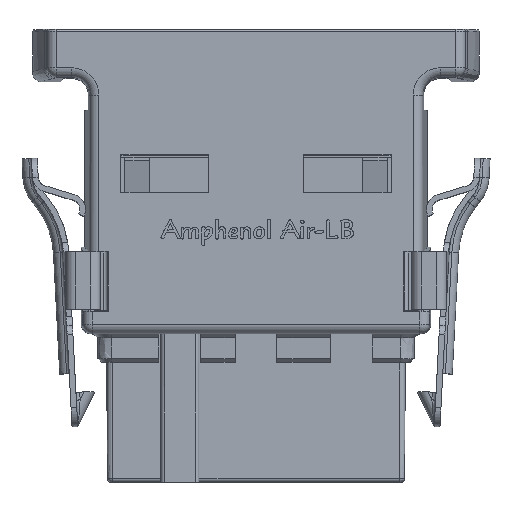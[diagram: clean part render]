
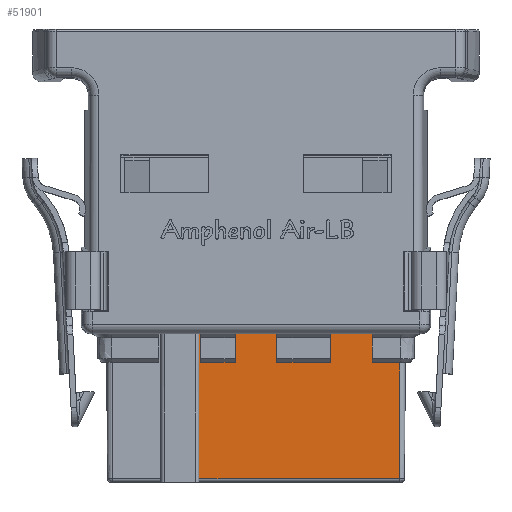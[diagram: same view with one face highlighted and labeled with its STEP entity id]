
A CAD part, top view. The second image highlights one B-rep face of the part: STEP entity #51901.
In plain terms, the highlighted planar face has unit normal (0, -0.009, 1).
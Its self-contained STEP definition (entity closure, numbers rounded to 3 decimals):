
#10450=DIRECTION('',(0.,1.,0.009));
#10451=VECTOR('',#10450,0.021);
#10452=CARTESIAN_POINT('',(6.1,1.269,3.5));
#10453=LINE('',#10452,#10451);
#10462=DIRECTION('',(1.,0.,0.));
#10463=VECTOR('',#10462,2.8);
#10464=CARTESIAN_POINT('',(1.1,1.29,3.5));
#10465=LINE('',#10464,#10463);
#10474=DIRECTION('',(1.,0.,0.));
#10475=VECTOR('',#10474,2.2);
#10476=CARTESIAN_POINT('',(-1.1,1.29,3.5));
#10477=LINE('',#10476,#10475);
#10478=DIRECTION('',(1.,0.,0.));
#10479=VECTOR('',#10478,2.2);
#10480=CARTESIAN_POINT('',(3.9,1.29,3.5));
#10481=LINE('',#10480,#10479);
#10482=DIRECTION('',(0.,-1.,
-0.009));
#10483=VECTOR('',#10482,8.881);
#10484=CARTESIAN_POINT('',(7.55,1.269,3.5));
#10485=LINE('',#10484,#10483);
#10486=DIRECTION('',(-1.,0.,0.));
#10487=VECTOR('',#10486,10.55);
#10488=CARTESIAN_POINT('',(7.55,-7.612,
3.423));
#10489=LINE('',#10488,#10487);
#10490=DIRECTION('',(0.,1.,0.009));
#10491=VECTOR('',#10490,8.902);
#10492=CARTESIAN_POINT('',(-3.,-7.612,3.423));
#10493=LINE('',#10492,#10491);
#10494=DIRECTION('',(1.,0.,-0.001));
#10495=VECTOR('',#10494,0.1);
#10496=CARTESIAN_POINT('',(-3.,1.29,3.5));
#10497=LINE('',#10496,#10495);
#10498=DIRECTION('',(1.,0.,0.));
#10499=VECTOR('',#10498,1.8);
#10500=CARTESIAN_POINT('',(-2.9,1.29,3.5));
#10501=LINE('',#10500,#10499);
#28419=DIRECTION('',(1.,0.,0.));
#28420=VECTOR('',#28419,1.45);
#28421=CARTESIAN_POINT('',(6.1,1.269,3.5));
#28422=LINE('',#28421,#28420);
#37889=CARTESIAN_POINT('',(7.55,-7.612,3.423));
#37890=VERTEX_POINT('',#37889);
#37907=CARTESIAN_POINT('',(-3.,-7.612,3.423));
#37908=CARTESIAN_POINT('',(-3.,1.29,3.5));
#37909=VERTEX_POINT('',#37907);
#37910=VERTEX_POINT('',#37908);
#37934=CARTESIAN_POINT('',(-2.9,1.29,3.5));
#37935=CARTESIAN_POINT('',(-1.1,1.29,3.5));
#37936=VERTEX_POINT('',#37934);
#37937=VERTEX_POINT('',#37935);
#37938=CARTESIAN_POINT('',(1.1,1.29,3.5));
#37939=CARTESIAN_POINT('',(3.9,1.29,3.5));
#37940=VERTEX_POINT('',#37938);
#37941=VERTEX_POINT('',#37939);
#37985=CARTESIAN_POINT('',(6.1,1.269,3.5));
#37986=CARTESIAN_POINT('',(7.55,1.269,3.5));
#37987=VERTEX_POINT('',#37985);
#37988=VERTEX_POINT('',#37986);
#38005=CARTESIAN_POINT('',(6.1,1.29,3.5));
#38006=VERTEX_POINT('',#38005);
#51877=CARTESIAN_POINT('',(-9.12,9.29,3.57));
#51878=DIRECTION('',(0.,-0.009,1.));
#51879=DIRECTION('',(1.,0.,0.));
#51880=AXIS2_PLACEMENT_3D('',#51877,#51878,#51879);
#51881=PLANE('',#51880);
#51883=ORIENTED_EDGE('',*,*,#51882,.T.);
#51885=ORIENTED_EDGE('',*,*,#51884,.T.);
#51886=ORIENTED_EDGE('',*,*,#51867,.T.);
#51887=ORIENTED_EDGE('',*,*,#51834,.T.);
#51888=ORIENTED_EDGE('',*,*,#51819,.F.);
#51890=ORIENTED_EDGE('',*,*,#51889,.T.);
#51892=ORIENTED_EDGE('',*,*,#51891,.T.);
#51894=ORIENTED_EDGE('',*,*,#51893,.T.);
#51896=ORIENTED_EDGE('',*,*,#51895,.T.);
#51898=ORIENTED_EDGE('',*,*,#51897,.T.);
#51899=EDGE_LOOP('',(#51883,#51885,#51886,#51887,#51888,#51890,#51892,#51894,
#51896,#51898));
#51900=FACE_OUTER_BOUND('',#51899,.F.);
#51901=ADVANCED_FACE('',(#51900),#51881,.T.);
#51819=EDGE_CURVE('',#37987,#38006,#10453,.T.);
#51834=EDGE_CURVE('',#37941,#38006,#10481,.T.);
#51867=EDGE_CURVE('',#37940,#37941,#10465,.T.);
#51882=EDGE_CURVE('',#37936,#37937,#10501,.T.);
#51884=EDGE_CURVE('',#37937,#37940,#10477,.T.);
#51889=EDGE_CURVE('',#37987,#37988,#28422,.T.);
#51891=EDGE_CURVE('',#37988,#37890,#10485,.T.);
#51893=EDGE_CURVE('',#37890,#37909,#10489,.T.);
#51895=EDGE_CURVE('',#37909,#37910,#10493,.T.);
#51897=EDGE_CURVE('',#37910,#37936,#10497,.T.);
